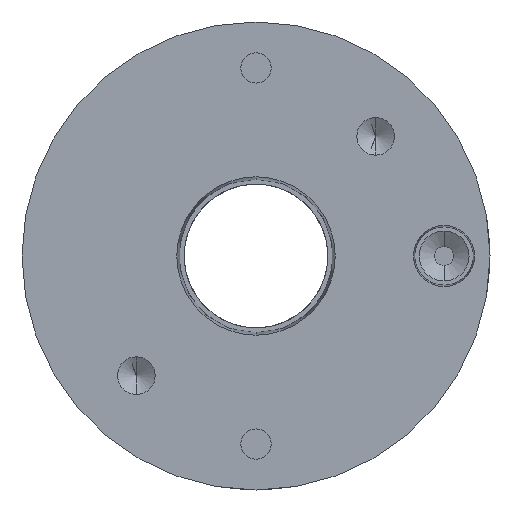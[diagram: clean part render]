
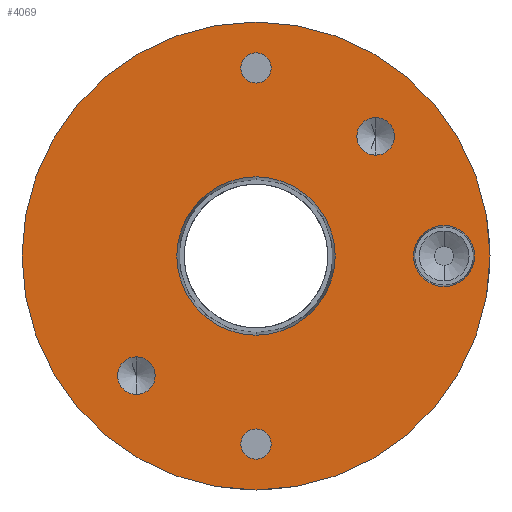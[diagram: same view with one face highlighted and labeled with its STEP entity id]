
A CAD part, front view. The second image highlights one B-rep face of the part: STEP entity #4069.
In plain terms, the highlighted planar face has unit normal (0, -1, 0).
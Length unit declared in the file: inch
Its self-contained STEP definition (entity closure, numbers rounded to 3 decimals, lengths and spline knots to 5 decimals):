
#55 = DIRECTION ( 'NONE',  ( 0., 0., -1. ) ) ;
#74 = CARTESIAN_POINT ( 'NONE',  ( 0., -1.1875, 1.3505 ) ) ;
#86 = EDGE_CURVE ( 'NONE', #3814, #3663, #836, .T. ) ;
#113 = CARTESIAN_POINT ( 'NONE',  ( 0., -1.1875, 1.1495 ) ) ;
#152 = ORIENTED_EDGE ( 'NONE', *, *, #1028, .F. ) ;
#167 = VERTEX_POINT ( 'NONE', #3769 ) ;
#200 = VERTEX_POINT ( 'NONE', #4576 ) ;
#262 = CARTESIAN_POINT ( 'NONE',  ( 0.7955, -1.1875, 0.6705 ) ) ;
#281 = EDGE_LOOP ( 'NONE', ( #2503, #1211 ) ) ;
#287 = DIRECTION ( 'NONE',  ( 0., -1., 0. ) ) ;
#295 = ORIENTED_EDGE ( 'NONE', *, *, #3791, .F. ) ;
#343 = CARTESIAN_POINT ( 'NONE',  ( 1.25, -1.1875, 0. ) ) ;
#382 = CARTESIAN_POINT ( 'NONE',  ( -0.7955, -1.1875, -0.7955 ) ) ;
#445 = DIRECTION ( 'NONE',  ( 0., 1., 0. ) ) ;
#494 = DIRECTION ( 'NONE',  ( 0., -1., 0. ) ) ;
#514 = AXIS2_PLACEMENT_3D ( 'NONE', #343, #3275, #3599 ) ;
#528 = EDGE_CURVE ( 'NONE', #2019, #1093, #2310, .T. ) ;
#601 = EDGE_CURVE ( 'NONE', #3663, #3814, #4476, .T. ) ;
#728 = DIRECTION ( 'NONE',  ( 0., 0., -1. ) ) ;
#774 = AXIS2_PLACEMENT_3D ( 'NONE', #2112, #5002, #1396 ) ;
#826 = DIRECTION ( 'NONE',  ( 0., -1., 0. ) ) ;
#836 = CIRCLE ( 'NONE', #1618, 0.5264 ) ;
#863 = ORIENTED_EDGE ( 'NONE', *, *, #3197, .F. ) ;
#913 = EDGE_CURVE ( 'NONE', #167, #991, #3097, .T. ) ;
#916 = VERTEX_POINT ( 'NONE', #113 ) ;
#920 = CIRCLE ( 'NONE', #1714, 1.5555 ) ;
#961 = CARTESIAN_POINT ( 'NONE',  ( 0., -1.1875, 1.5555 ) ) ;
#991 = VERTEX_POINT ( 'NONE', #961 ) ;
#999 = FACE_BOUND ( 'NONE', #3783, .T. ) ;
#1028 = EDGE_CURVE ( 'NONE', #5223, #1744, #4215, .T. ) ;
#1057 = AXIS2_PLACEMENT_3D ( 'NONE', #382, #826, #4890 ) ;
#1068 = EDGE_CURVE ( 'NONE', #200, #2004, #3351, .T. ) ;
#1078 = FACE_BOUND ( 'NONE', #281, .T. ) ;
#1084 = DIRECTION ( 'NONE',  ( 0., -1., 0. ) ) ;
#1093 = VERTEX_POINT ( 'NONE', #1980 ) ;
#1130 = EDGE_LOOP ( 'NONE', ( #295, #152 ) ) ;
#1150 = DIRECTION ( 'NONE',  ( 0., -1., 0. ) ) ;
#1153 = DIRECTION ( 'NONE',  ( 0., 0., -1. ) ) ;
#1208 = AXIS2_PLACEMENT_3D ( 'NONE', #1502, #1084, #728 ) ;
#1211 = ORIENTED_EDGE ( 'NONE', *, *, #3288, .F. ) ;
#1267 = DIRECTION ( 'NONE',  ( 0., -1., 0. ) ) ;
#1268 = DIRECTION ( 'NONE',  ( 0., 0., -1. ) ) ;
#1272 = ORIENTED_EDGE ( 'NONE', *, *, #86, .F. ) ;
#1286 = EDGE_LOOP ( 'NONE', ( #3051, #863 ) ) ;
#1396 = DIRECTION ( 'NONE',  ( 0., 0., 1. ) ) ;
#1409 = ORIENTED_EDGE ( 'NONE', *, *, #1068, .F. ) ;
#1424 = DIRECTION ( 'NONE',  ( 0., 0., -1. ) ) ;
#1442 = AXIS2_PLACEMENT_3D ( 'NONE', #4219, #1267, #3836 ) ;
#1453 = CARTESIAN_POINT ( 'NONE',  ( 0., -1.1875, -0.5264 ) ) ;
#1477 = EDGE_CURVE ( 'NONE', #916, #2970, #2506, .T. ) ;
#1502 = CARTESIAN_POINT ( 'NONE',  ( 0., -1.1875, 1.25 ) ) ;
#1523 = AXIS2_PLACEMENT_3D ( 'NONE', #4209, #494, #2134 ) ;
#1541 = AXIS2_PLACEMENT_3D ( 'NONE', #5262, #3220, #4404 ) ;
#1582 = DIRECTION ( 'NONE',  ( 0., 0., 1. ) ) ;
#1618 = AXIS2_PLACEMENT_3D ( 'NONE', #3234, #1150, #3259 ) ;
#1663 = AXIS2_PLACEMENT_3D ( 'NONE', #1959, #2782, #1153 ) ;
#1714 = AXIS2_PLACEMENT_3D ( 'NONE', #3523, #5087, #5197 ) ;
#1744 = VERTEX_POINT ( 'NONE', #262 ) ;
#1751 = DIRECTION ( 'NONE',  ( 0., -1., 0. ) ) ;
#1798 = CARTESIAN_POINT ( 'NONE',  ( -0.7955, -1.1875, -0.9205 ) ) ;
#1878 = ORIENTED_EDGE ( 'NONE', *, *, #601, .F. ) ;
#1904 = CARTESIAN_POINT ( 'NONE',  ( 0., -1.1875, -1.25 ) ) ;
#1949 = ORIENTED_EDGE ( 'NONE', *, *, #3860, .F. ) ;
#1959 = CARTESIAN_POINT ( 'NONE',  ( 0., -1.1875, -1.25 ) ) ;
#1980 = CARTESIAN_POINT ( 'NONE',  ( -0.7955, -1.1875, -0.6705 ) ) ;
#2004 = VERTEX_POINT ( 'NONE', #3448 ) ;
#2015 = CARTESIAN_POINT ( 'NONE',  ( 1.25, -1.1875, 0.2025 ) ) ;
#2018 = CARTESIAN_POINT ( 'NONE',  ( 0.7955, -1.1875, 0.9205 ) ) ;
#2019 = VERTEX_POINT ( 'NONE', #1798 ) ;
#2112 = CARTESIAN_POINT ( 'NONE',  ( 0., -1.1875, 0. ) ) ;
#2113 = CARTESIAN_POINT ( 'NONE',  ( 0.7955, -1.1875, 0.7955 ) ) ;
#2134 = DIRECTION ( 'NONE',  ( 0., 0., -1. ) ) ;
#2148 = CARTESIAN_POINT ( 'NONE',  ( 1.25, -1.1875, 0. ) ) ;
#2310 = CIRCLE ( 'NONE', #1541, 0.125 ) ;
#2353 = CIRCLE ( 'NONE', #3837, 0.125 ) ;
#2467 = AXIS2_PLACEMENT_3D ( 'NONE', #4131, #445, #1582 ) ;
#2503 = ORIENTED_EDGE ( 'NONE', *, *, #1477, .F. ) ;
#2506 = CIRCLE ( 'NONE', #1208, 0.1005 ) ;
#2690 = CARTESIAN_POINT ( 'NONE',  ( 0., -1.1875, 1.25 ) ) ;
#2737 = FACE_BOUND ( 'NONE', #3717, .T. ) ;
#2762 = DIRECTION ( 'NONE',  ( 0., 0., -1. ) ) ;
#2782 = DIRECTION ( 'NONE',  ( 0., -1., 0. ) ) ;
#2888 = EDGE_CURVE ( 'NONE', #1093, #2019, #4198, .T. ) ;
#2920 = VERTEX_POINT ( 'NONE', #4625 ) ;
#2970 = VERTEX_POINT ( 'NONE', #74 ) ;
#2975 = CIRCLE ( 'NONE', #4958, 0.2025 ) ;
#3051 = ORIENTED_EDGE ( 'NONE', *, *, #5291, .F. ) ;
#3073 = AXIS2_PLACEMENT_3D ( 'NONE', #1904, #3498, #1424 ) ;
#3097 = CIRCLE ( 'NONE', #774, 1.5555 ) ;
#3126 = FACE_BOUND ( 'NONE', #1286, .T. ) ;
#3197 = EDGE_CURVE ( 'NONE', #4801, #2920, #2975, .T. ) ;
#3198 = CIRCLE ( 'NONE', #514, 0.2025 ) ;
#3220 = DIRECTION ( 'NONE',  ( 0., -1., 0. ) ) ;
#3234 = CARTESIAN_POINT ( 'NONE',  ( 0., -1.1875, 0. ) ) ;
#3259 = DIRECTION ( 'NONE',  ( 0., 0., -1. ) ) ;
#3260 = CARTESIAN_POINT ( 'NONE',  ( 0., -1.1875, 0.5264 ) ) ;
#3275 = DIRECTION ( 'NONE',  ( 0., -1., 0. ) ) ;
#3288 = EDGE_CURVE ( 'NONE', #2970, #916, #3507, .T. ) ;
#3351 = CIRCLE ( 'NONE', #3073, 0.1005 ) ;
#3448 = CARTESIAN_POINT ( 'NONE',  ( 0., -1.1875, -1.1495 ) ) ;
#3498 = DIRECTION ( 'NONE',  ( 0., -1., 0. ) ) ;
#3507 = CIRCLE ( 'NONE', #4882, 0.1005 ) ;
#3523 = CARTESIAN_POINT ( 'NONE',  ( 0., -1.1875, 0. ) ) ;
#3574 = CIRCLE ( 'NONE', #1663, 0.1005 ) ;
#3593 = PLANE ( 'NONE',  #2467 ) ;
#3599 = DIRECTION ( 'NONE',  ( 0., 0., -1. ) ) ;
#3663 = VERTEX_POINT ( 'NONE', #3260 ) ;
#3717 = EDGE_LOOP ( 'NONE', ( #1272, #1878 ) ) ;
#3734 = EDGE_LOOP ( 'NONE', ( #1409, #4719 ) ) ;
#3769 = CARTESIAN_POINT ( 'NONE',  ( 0., -1.1875, -1.5555 ) ) ;
#3771 = DIRECTION ( 'NONE',  ( 0., -1., 0. ) ) ;
#3783 = EDGE_LOOP ( 'NONE', ( #5093, #3953 ) ) ;
#3791 = EDGE_CURVE ( 'NONE', #1744, #5223, #2353, .T. ) ;
#3814 = VERTEX_POINT ( 'NONE', #1453 ) ;
#3836 = DIRECTION ( 'NONE',  ( 0., 0., -1. ) ) ;
#3837 = AXIS2_PLACEMENT_3D ( 'NONE', #2113, #3771, #55 ) ;
#3860 = EDGE_CURVE ( 'NONE', #991, #167, #920, .T. ) ;
#3953 = ORIENTED_EDGE ( 'NONE', *, *, #2888, .F. ) ;
#4069 = ADVANCED_FACE ( 'NONE', ( #4804, #999, #3126, #1078, #4399, #2737, #4784 ), #3593, .F. ) ;
#4131 = CARTESIAN_POINT ( 'NONE',  ( 1.5555, -1.1875, 0. ) ) ;
#4198 = CIRCLE ( 'NONE', #1057, 0.125 ) ;
#4209 = CARTESIAN_POINT ( 'NONE',  ( 0.7955, -1.1875, 0.7955 ) ) ;
#4215 = CIRCLE ( 'NONE', #1523, 0.125 ) ;
#4219 = CARTESIAN_POINT ( 'NONE',  ( 0., -1.1875, 0. ) ) ;
#4348 = EDGE_CURVE ( 'NONE', #2004, #200, #3574, .T. ) ;
#4399 = FACE_BOUND ( 'NONE', #3734, .T. ) ;
#4404 = DIRECTION ( 'NONE',  ( 0., 0., -1. ) ) ;
#4439 = EDGE_LOOP ( 'NONE', ( #1949, #4682 ) ) ;
#4476 = CIRCLE ( 'NONE', #1442, 0.5264 ) ;
#4576 = CARTESIAN_POINT ( 'NONE',  ( 0., -1.1875, -1.3505 ) ) ;
#4625 = CARTESIAN_POINT ( 'NONE',  ( 1.25, -1.1875, -0.2025 ) ) ;
#4682 = ORIENTED_EDGE ( 'NONE', *, *, #913, .F. ) ;
#4719 = ORIENTED_EDGE ( 'NONE', *, *, #4348, .F. ) ;
#4784 = FACE_OUTER_BOUND ( 'NONE', #4439, .T. ) ;
#4801 = VERTEX_POINT ( 'NONE', #2015 ) ;
#4804 = FACE_BOUND ( 'NONE', #1130, .T. ) ;
#4882 = AXIS2_PLACEMENT_3D ( 'NONE', #2690, #287, #2762 ) ;
#4890 = DIRECTION ( 'NONE',  ( 0., 0., -1. ) ) ;
#4958 = AXIS2_PLACEMENT_3D ( 'NONE', #2148, #1751, #1268 ) ;
#5002 = DIRECTION ( 'NONE',  ( 0., 1., 0. ) ) ;
#5087 = DIRECTION ( 'NONE',  ( 0., 1., 0. ) ) ;
#5093 = ORIENTED_EDGE ( 'NONE', *, *, #528, .F. ) ;
#5197 = DIRECTION ( 'NONE',  ( 0., 0., 1. ) ) ;
#5223 = VERTEX_POINT ( 'NONE', #2018 ) ;
#5262 = CARTESIAN_POINT ( 'NONE',  ( -0.7955, -1.1875, -0.7955 ) ) ;
#5291 = EDGE_CURVE ( 'NONE', #2920, #4801, #3198, .T. ) ;
